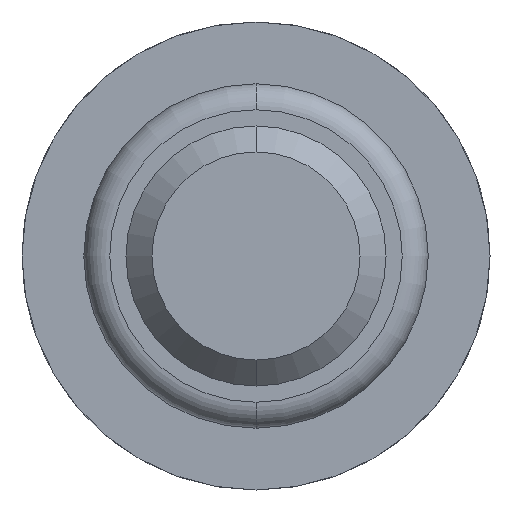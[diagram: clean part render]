
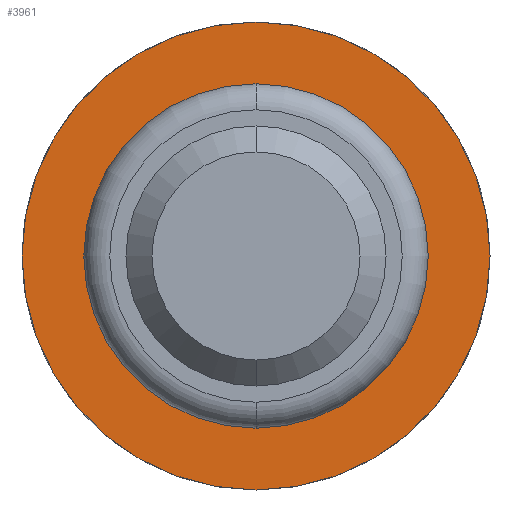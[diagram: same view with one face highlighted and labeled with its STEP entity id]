
A CAD part, front view. The second image highlights one B-rep face of the part: STEP entity #3961.
In plain terms, the highlighted planar face has unit normal (0, -1, 0).
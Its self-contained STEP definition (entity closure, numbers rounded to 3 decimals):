
#182 = DIRECTION ( 'NONE',  ( 0., 0., 1. ) ) ;
#201 = CIRCLE ( 'NONE', #1120, 1.8 ) ;
#234 = DIRECTION ( 'NONE',  ( 0., 1., 0. ) ) ;
#238 = PLANE ( 'NONE',  #557 ) ;
#343 = CIRCLE ( 'NONE', #919, 1.325 ) ;
#420 = CARTESIAN_POINT ( 'NONE',  ( 0., -1.8, 1.8 ) ) ;
#486 = EDGE_CURVE ( 'Defeature ausgef�hrt4_13+Defeature ausgef�hrt4_14+Defeature ausgef�hrt4_14+Defeature ausgef�hrt4_14', #2854, #3837, #3321, .T. ) ;
#557 = AXIS2_PLACEMENT_3D ( 'NONE', #3730, #2678, #1963 ) ;
#584 = EDGE_LOOP ( 'NONE', ( #1307, #2290 ) ) ;
#913 = CARTESIAN_POINT ( 'NONE',  ( 0., -1.8, 0. ) ) ;
#919 = AXIS2_PLACEMENT_3D ( 'NONE', #3357, #4455, #3370 ) ;
#956 = FACE_OUTER_BOUND ( 'NONE', #3125, .T. ) ;
#999 = VERTEX_POINT ( 'NONE', #420 ) ;
#1120 = AXIS2_PLACEMENT_3D ( 'NONE', #2886, #3573, #3968 ) ;
#1307 = ORIENTED_EDGE ( 'NONE', *, *, #486, .T. ) ;
#1571 = EDGE_CURVE ( 'Defeature ausgef�hrt4_12+Defeature ausgef�hrt4_13+Defeature ausgef�hrt4_13+Defeature ausgef�hrt4_13', #999, #2692, #201, .T. ) ;
#1927 = CARTESIAN_POINT ( 'NONE',  ( 0., -1.8, -1.325 ) ) ;
#1963 = DIRECTION ( 'NONE',  ( 0., 0., 1. ) ) ;
#2125 = CARTESIAN_POINT ( 'NONE',  ( 0., -1.8, -1.8 ) ) ;
#2260 = AXIS2_PLACEMENT_3D ( 'NONE', #913, #2336, #2712 ) ;
#2290 = ORIENTED_EDGE ( 'NONE', *, *, #4520, .T. ) ;
#2336 = DIRECTION ( 'NONE',  ( 0., 1., 0. ) ) ;
#2340 = CARTESIAN_POINT ( 'NONE',  ( 0., -1.8, 0. ) ) ;
#2512 = EDGE_CURVE ( 'Defeature ausgef�hrt4_12+Defeature ausgef�hrt4_13+Defeature ausgef�hrt4_13+Defeature ausgef�hrt4_13', #2692, #999, #3922, .T. ) ;
#2665 = CARTESIAN_POINT ( 'NONE',  ( 0., -1.8, 1.325 ) ) ;
#2678 = DIRECTION ( 'NONE',  ( 0., 1., 0. ) ) ;
#2692 = VERTEX_POINT ( 'NONE', #2125 ) ;
#2712 = DIRECTION ( 'NONE',  ( 0., 0., 1. ) ) ;
#2854 = VERTEX_POINT ( 'NONE', #2665 ) ;
#2886 = CARTESIAN_POINT ( 'NONE',  ( 0., -1.8, 0. ) ) ;
#2943 = ORIENTED_EDGE ( 'NONE', *, *, #2512, .F. ) ;
#3125 = EDGE_LOOP ( 'NONE', ( #3307, #2943 ) ) ;
#3307 = ORIENTED_EDGE ( 'NONE', *, *, #1571, .F. ) ;
#3321 = CIRCLE ( 'NONE', #2260, 1.325 ) ;
#3357 = CARTESIAN_POINT ( 'NONE',  ( 0., -1.8, 0. ) ) ;
#3370 = DIRECTION ( 'NONE',  ( 0., 0., 1. ) ) ;
#3573 = DIRECTION ( 'NONE',  ( 0., 1., 0. ) ) ;
#3730 = CARTESIAN_POINT ( 'NONE',  ( 1.8, -1.8, 0. ) ) ;
#3837 = VERTEX_POINT ( 'NONE', #1927 ) ;
#3922 = CIRCLE ( 'NONE', #4502, 1.8 ) ;
#3961 = ADVANCED_FACE ( 'Defeature ausgef�hrt4_13', ( #956, #4017 ), #238, .F. ) ;
#3968 = DIRECTION ( 'NONE',  ( 0., 0., 1. ) ) ;
#4017 = FACE_BOUND ( 'NONE', #584, .T. ) ;
#4455 = DIRECTION ( 'NONE',  ( 0., 1., 0. ) ) ;
#4502 = AXIS2_PLACEMENT_3D ( 'NONE', #2340, #234, #182 ) ;
#4520 = EDGE_CURVE ( 'Defeature ausgef�hrt4_13+Defeature ausgef�hrt4_14+Defeature ausgef�hrt4_14+Defeature ausgef�hrt4_14', #3837, #2854, #343, .T. ) ;
